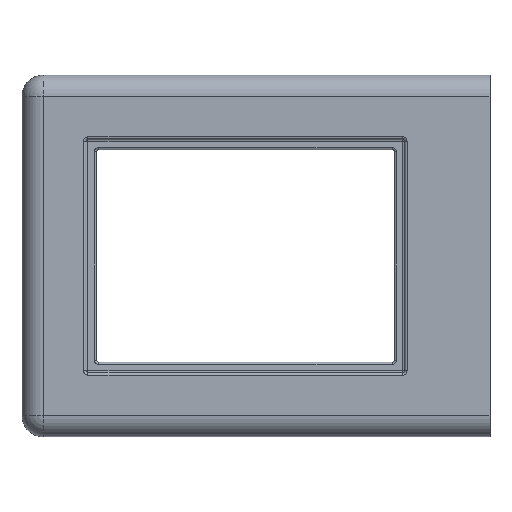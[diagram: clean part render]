
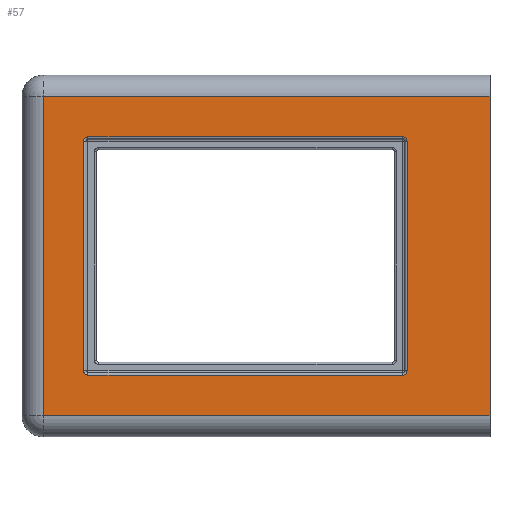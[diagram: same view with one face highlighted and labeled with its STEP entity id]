
A CAD part, top view. The second image highlights one B-rep face of the part: STEP entity #57.
In plain terms, the highlighted planar face has unit normal (0, 0, 1).
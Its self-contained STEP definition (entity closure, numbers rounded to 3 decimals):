
#57=ADVANCED_FACE('',(#138,#140),#142,.T.);
#138=FACE_BOUND('',#139,.T.);
#139=EDGE_LOOP('',(#531,#532,#533,#534));
#140=FACE_BOUND('',#141,.T.);
#141=EDGE_LOOP('',(#535,#536,#537,#538,#539,#540,#541,#542));
#142=PLANE('',#143);
#143=AXIS2_PLACEMENT_3D('',#144,#145,#146);
#144=CARTESIAN_POINT('',(0.,0.,10.));
#145=DIRECTION('',(0.,0.,1.));
#146=DIRECTION('',(-1.,0.,0.));
#531=ORIENTED_EDGE('',*,*,#779,.T.);
#532=ORIENTED_EDGE('',*,*,#780,.T.);
#533=ORIENTED_EDGE('',*,*,#781,.T.);
#534=ORIENTED_EDGE('',*,*,#782,.T.);
#535=ORIENTED_EDGE('',*,*,#783,.T.);
#536=ORIENTED_EDGE('',*,*,#784,.F.);
#537=ORIENTED_EDGE('',*,*,#785,.T.);
#538=ORIENTED_EDGE('',*,*,#786,.F.);
#539=ORIENTED_EDGE('',*,*,#787,.T.);
#540=ORIENTED_EDGE('',*,*,#788,.F.);
#541=ORIENTED_EDGE('',*,*,#789,.T.);
#542=ORIENTED_EDGE('',*,*,#790,.F.);
#779=EDGE_CURVE('',#919,#920,#921,.T.);
#780=EDGE_CURVE('',#920,#922,#923,.T.);
#781=EDGE_CURVE('',#922,#924,#925,.T.);
#782=EDGE_CURVE('',#924,#919,#926,.T.);
#783=EDGE_CURVE('',#927,#928,#929,.F.);
#784=EDGE_CURVE('',#930,#928,#931,.F.);
#785=EDGE_CURVE('',#930,#932,#933,.F.);
#786=EDGE_CURVE('',#934,#932,#935,.F.);
#787=EDGE_CURVE('',#934,#936,#937,.F.);
#788=EDGE_CURVE('',#938,#936,#939,.F.);
#789=EDGE_CURVE('',#938,#940,#941,.F.);
#790=EDGE_CURVE('',#927,#940,#942,.F.);
#919=VERTEX_POINT('',#1145);
#920=VERTEX_POINT('',#1146);
#921=LINE('',#1147,#1148);
#922=VERTEX_POINT('',#1150);
#923=LINE('',#1151,#1152);
#924=VERTEX_POINT('',#1154);
#925=LINE('',#1155,#1156);
#926=LINE('',#1158,#1159);
#927=VERTEX_POINT('',#1161);
#928=VERTEX_POINT('',#1162);
#929=LINE('',#1163,#1164);
#930=VERTEX_POINT('',#1166);
#931=CIRCLE('',#1167,2.);
#932=VERTEX_POINT('',#1171);
#933=LINE('',#1172,#1173);
#934=VERTEX_POINT('',#1175);
#935=CIRCLE('',#1176,2.);
#936=VERTEX_POINT('',#1180);
#937=LINE('',#1181,#1182);
#938=VERTEX_POINT('',#1184);
#939=CIRCLE('',#1185,2.);
#940=VERTEX_POINT('',#1189);
#941=LINE('',#1190,#1191);
#942=CIRCLE('',#1193,2.);
#1145=CARTESIAN_POINT('',(110.,75.,10.));
#1146=CARTESIAN_POINT('',(-100.,75.,10.));
#1147=CARTESIAN_POINT('',(110.,75.,10.));
#1148=VECTOR('',#1149,1.);
#1149=DIRECTION('',(-1.,0.,0.));
#1150=CARTESIAN_POINT('',(-100.,-75.,10.));
#1151=CARTESIAN_POINT('',(-100.,75.,10.));
#1152=VECTOR('',#1153,1.);
#1153=DIRECTION('',(0.,-1.,0.));
#1154=CARTESIAN_POINT('',(110.,-75.,10.));
#1155=CARTESIAN_POINT('',(-100.,-75.,10.));
#1156=VECTOR('',#1157,1.);
#1157=DIRECTION('',(1.,0.,0.));
#1158=CARTESIAN_POINT('',(110.,-75.,10.));
#1159=VECTOR('',#1160,1.);
#1160=DIRECTION('',(0.,1.,0.));
#1161=CARTESIAN_POINT('',(69.,-56.,10.));
#1162=CARTESIAN_POINT('',(-79.,-56.,10.));
#1163=CARTESIAN_POINT('',(-79.,-56.,10.));
#1164=VECTOR('',#1165,1.);
#1165=DIRECTION('',(1.,0.,0.));
#1166=CARTESIAN_POINT('',(-81.,-54.,10.));
#1167=AXIS2_PLACEMENT_3D('',#1168,#1169,#1170);
#1168=CARTESIAN_POINT('',(-79.,-54.,10.));
#1169=DIRECTION('',(0.,0.,-1.));
#1170=DIRECTION('',(0.,-1.,0.));
#1171=CARTESIAN_POINT('',(-81.,54.,10.));
#1172=CARTESIAN_POINT('',(-81.,54.,10.));
#1173=VECTOR('',#1174,1.);
#1174=DIRECTION('',(0.,-1.,0.));
#1175=CARTESIAN_POINT('',(-79.,56.,10.));
#1176=AXIS2_PLACEMENT_3D('',#1177,#1178,#1179);
#1177=CARTESIAN_POINT('',(-79.,54.,10.));
#1178=DIRECTION('',(0.,0.,-1.));
#1179=DIRECTION('',(-1.,0.,0.));
#1180=CARTESIAN_POINT('',(69.,56.,10.));
#1181=CARTESIAN_POINT('',(69.,56.,10.));
#1182=VECTOR('',#1183,1.);
#1183=DIRECTION('',(-1.,0.,0.));
#1184=CARTESIAN_POINT('',(71.,54.,10.));
#1185=AXIS2_PLACEMENT_3D('',#1186,#1187,#1188);
#1186=CARTESIAN_POINT('',(69.,54.,10.));
#1187=DIRECTION('',(0.,0.,-1.));
#1188=DIRECTION('',(0.,1.,0.));
#1189=CARTESIAN_POINT('',(71.,-54.,10.));
#1190=CARTESIAN_POINT('',(71.,-54.,10.));
#1191=VECTOR('',#1192,1.);
#1192=DIRECTION('',(0.,1.,0.));
#1193=AXIS2_PLACEMENT_3D('',#1194,#1195,#1196);
#1194=CARTESIAN_POINT('',(69.,-54.,10.));
#1195=DIRECTION('',(0.,0.,-1.));
#1196=DIRECTION('',(1.,0.,0.));
